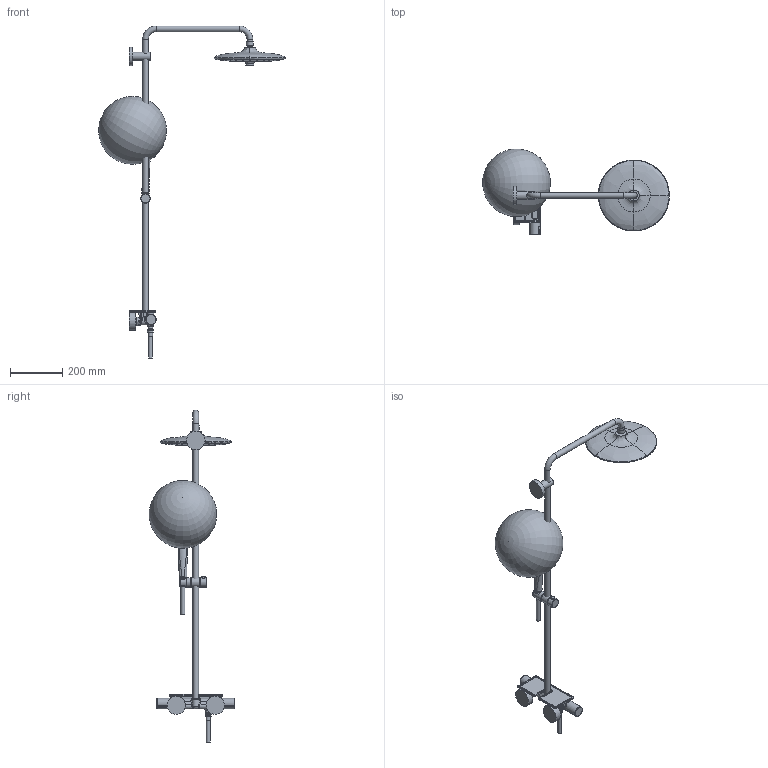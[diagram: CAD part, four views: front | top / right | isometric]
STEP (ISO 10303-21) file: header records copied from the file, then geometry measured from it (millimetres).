
FILE_DESCRIPTION(/* description */ ('Unknown'),/* implementation_level */ '2;1');
FILE_NAME(/* name */ '26403001',/* time_stamp */ '2022-08-29T08:37:29+02:00',/* author */ ('Unknown'),/* organization */ ('GROHE AG'),/* preprocessor_version */ 'ST-DEVELOPER v16.7',/* originating_system */ 'DEX',/* authorisation */ $);
FILE_SCHEMA (('AUTOMOTIVE_DESIGN {1 0 10303 214 3 1 1}'));
Length unit declared in the file: millimetre
Products named in the file (37): 26403001; 26403001_0; 26403001_1; 26403001_2; 26403001_3; G0181BC40660ln5y; g01806A88795qqn0; caps; 26403001_4; G0181F9CAB557vxb; 26403001_5; 26403001_6; 26403001_7; 26403001_8; 26403001_9; 26403001_10; 26403001_11; 26403001_12; 26403001_13; 26403001_14; 26403001_15; 26403001_16; face1; 071108_Family_HSH_FaceEco_E_Lob; 26403001_17; 26403001_18; 26403001_19; 26403001_20; 26403001_21; 26403001_22; rail_sur; A4285913_DIY_THM_Griff_Body_090831; rail_sur_0; A4285913_DIY_THM_Griff_Body_090831_0; 26403001_23; 26403001_24
Assembly tree (36 placements, depth 2):
  26403001
    26403001
    26403001_0
    26403001_1
    26403001_2
    26403001_3
    G0181BC40660ln5y
    g01806A88795qqn0
    caps
    26403001_4
    G0181F9CAB557vxb
    26403001_5
    26403001_6
    26403001_7
    26403001_8
    26403001_9
    26403001_10
    26403001_11
    26403001_12
    26403001_13
    26403001_14
    26403001_15
    26403001_16
    face1
    071108_Family_HSH_FaceEco_E_Lob
    26403001_17
    26403001_18
    26403001_19
    26403001_20
    26403001_21
    26403001_22
    rail_sur
    A4285913_DIY_THM_Griff_Body_090831
    rail_sur_0
    A4285913_DIY_THM_Griff_Body_090831_0
    26403001_23
    26403001_24
Bounding box: 715.64 x 327.57 x 1272.38 mm (x, y, z)
Volume: 12535371.5 mm3; surface area: 937451.6 mm2
Topology: 36 solids, 36 shells, 1955 faces, 5456 edges, 3514 vertices
Faces by surface type: plane 815, bspline 529, cylinder 457, torus 90, cone 50, sphere 14
Full cylindrical faces by diameter (mm): 4.005 x152, 14 x1, 15 x3, 16 x1, 18 x2, 18.2 x1, 18.4 x1, 18.5 x1, 18.7 x2, 19.9 x1, 20 x2, 20.9 x2, 20.96 x2, 21.8 x1, 22 x2, 23 x2, 23.5 x1, 24 x3, 27 x3, 30.333 x1, 31.3 x1, 31.8 x1, 32 x1, 33.4 x2, 35.2 x1, 36 x4, 40 x2, 54.466 x1, 70 x2, 71 x1
Entity records: 100691 total; most frequent: CARTESIAN_POINT 53737, ORIENTED_EDGE 10058, DIRECTION 5998, EDGE_CURVE 5029, VERTEX_POINT 3456, B_SPLINE_CURVE_WITH_KNOTS 2940, FACE_BOUND 2623, EDGE_LOOP 2621
